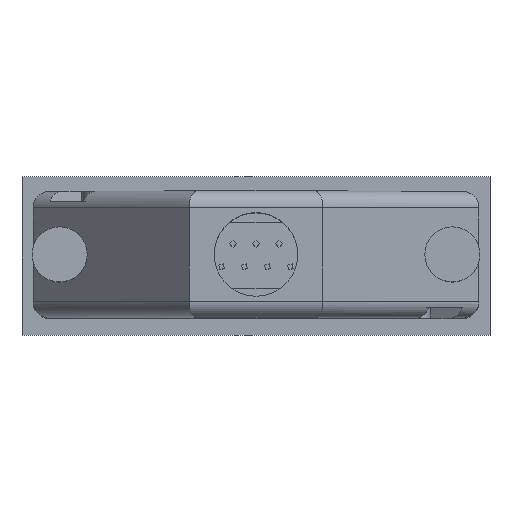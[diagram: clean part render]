
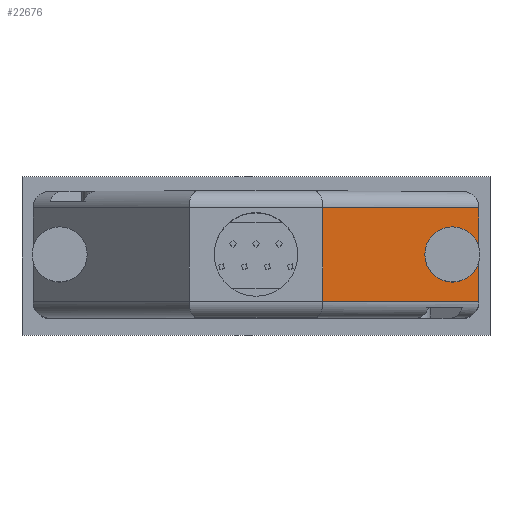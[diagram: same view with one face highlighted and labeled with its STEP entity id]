
A CAD part, top view. The second image highlights one B-rep face of the part: STEP entity #22676.
In plain terms, the highlighted face is planar.
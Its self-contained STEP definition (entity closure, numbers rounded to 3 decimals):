
#66 = LINE ( 'NONE', #19576, #12546 ) ;
#1638 = CARTESIAN_POINT ( 'NONE',  ( 22., 0., -7.507 ) ) ;
#2112 = CARTESIAN_POINT ( 'NONE',  ( 25., 0., -3.973 ) ) ;
#2888 = CARTESIAN_POINT ( 'NONE',  ( 26.675, 7.6, -2. ) ) ;
#3057 = CARTESIAN_POINT ( 'NONE',  ( 22., 0., -7.507 ) ) ;
#3113 =( BOUNDED_CURVE ( )  B_SPLINE_CURVE ( 3, ( #1638, #9312, #6919, #2112 ),
 .UNSPECIFIED., .F., .F. ) 
 B_SPLINE_CURVE_WITH_KNOTS ( ( 4, 4 ),
 ( 3.142, 6.283 ),
 .UNSPECIFIED. ) 
 CURVE ( )  GEOMETRIC_REPRESENTATION_ITEM ( )  RATIONAL_B_SPLINE_CURVE ( ( 1., 0.333, 0.333, 1. ) ) 
 REPRESENTATION_ITEM ( '' )  );
#3481 = FACE_BOUND ( 'NONE', #12342, .T. ) ;
#4721 = ORIENTED_EDGE ( 'NONE', *, *, #17295, .T. ) ;
#5620 = DIRECTION ( 'NONE',  ( 0., -1., 0. ) ) ;
#5706 = CARTESIAN_POINT ( 'NONE',  ( 8., -5.6, -24. ) ) ;
#6112 = AXIS2_PLACEMENT_3D ( 'NONE', #13234, #30055, #25566 ) ;
#6425 =( BOUNDED_CURVE ( )  B_SPLINE_CURVE ( 3, ( #12105, #31467, #23957, #6820 ),
 .UNSPECIFIED., .F., .T. ) 
 B_SPLINE_CURVE_WITH_KNOTS ( ( 4, 4 ),
 ( 0., 3.142 ),
 .UNSPECIFIED. ) 
 CURVE ( )  GEOMETRIC_REPRESENTATION_ITEM ( )  RATIONAL_B_SPLINE_CURVE ( ( 1., 0.333, 0.333, 1. ) ) 
 REPRESENTATION_ITEM ( '' )  );
#6820 = CARTESIAN_POINT ( 'NONE',  ( 22., 0., -7.507 ) ) ;
#6919 = CARTESIAN_POINT ( 'NONE',  ( 25., -3., -3.973 ) ) ;
#6996 = VECTOR ( 'NONE', #9664, 1000. ) ;
#7699 = ORIENTED_EDGE ( 'NONE', *, *, #25841, .F. ) ;
#7895 = VECTOR ( 'NONE', #22643, 1000. ) ;
#8547 = EDGE_CURVE ( 'NONE', #25317, #20833, #17040, .T. ) ;
#8829 = CARTESIAN_POINT ( 'NONE',  ( 26.675, 5.6, -2. ) ) ;
#9312 = CARTESIAN_POINT ( 'NONE',  ( 22., -3., -7.507 ) ) ;
#9664 = DIRECTION ( 'NONE',  ( -0.647, 0., -0.762 ) ) ;
#10680 = PLANE ( 'NONE',  #6112 ) ;
#10872 = VERTEX_POINT ( 'NONE', #19655 ) ;
#11900 = LINE ( 'NONE', #19728, #6996 ) ;
#12105 = CARTESIAN_POINT ( 'NONE',  ( 25., 0., -3.973 ) ) ;
#12342 = EDGE_LOOP ( 'NONE', ( #23605, #4721 ) ) ;
#12546 = VECTOR ( 'NONE', #27741, 1000. ) ;
#13234 = CARTESIAN_POINT ( 'NONE',  ( 8., 7.6, -24. ) ) ;
#13970 = FACE_OUTER_BOUND ( 'NONE', #18219, .T. ) ;
#15215 = LINE ( 'NONE', #2888, #30013 ) ;
#15641 = VERTEX_POINT ( 'NONE', #5706 ) ;
#16698 = ORIENTED_EDGE ( 'NONE', *, *, #20642, .T. ) ;
#16894 = ORIENTED_EDGE ( 'NONE', *, *, #8547, .T. ) ;
#17040 = LINE ( 'NONE', #19756, #7895 ) ;
#17295 = EDGE_CURVE ( 'NONE', #19411, #10872, #3113, .T. ) ;
#17376 = CARTESIAN_POINT ( 'NONE',  ( 8., 5.6, -24. ) ) ;
#18219 = EDGE_LOOP ( 'NONE', ( #16894, #28912, #16698, #7699 ) ) ;
#19405 = EDGE_CURVE ( 'NONE', #20833, #31180, #15215, .T. ) ;
#19411 = VERTEX_POINT ( 'NONE', #3057 ) ;
#19576 = CARTESIAN_POINT ( 'NONE',  ( 8., 7.6, -24. ) ) ;
#19655 = CARTESIAN_POINT ( 'NONE',  ( 25., 0., -3.973 ) ) ;
#19728 = CARTESIAN_POINT ( 'NONE',  ( 8., -5.6, -24. ) ) ;
#19756 = CARTESIAN_POINT ( 'NONE',  ( 8., 5.6, -24. ) ) ;
#20642 = EDGE_CURVE ( 'NONE', #31180, #15641, #11900, .T. ) ;
#20833 = VERTEX_POINT ( 'NONE', #8829 ) ;
#22643 = DIRECTION ( 'NONE',  ( 0.647, 0., 0.762 ) ) ;
#22676 = ADVANCED_FACE ( 'NONE', ( #3481, #13970 ), #10680, .F. ) ;
#22878 = CARTESIAN_POINT ( 'NONE',  ( 26.675, -5.6, -2. ) ) ;
#23605 = ORIENTED_EDGE ( 'NONE', *, *, #25190, .T. ) ;
#23957 = CARTESIAN_POINT ( 'NONE',  ( 22., 3., -7.507 ) ) ;
#25190 = EDGE_CURVE ( 'NONE', #10872, #19411, #6425, .T. ) ;
#25317 = VERTEX_POINT ( 'NONE', #17376 ) ;
#25566 = DIRECTION ( 'NONE',  ( 0.647, 0., 0.762 ) ) ;
#25841 = EDGE_CURVE ( 'NONE', #25317, #15641, #66, .T. ) ;
#27741 = DIRECTION ( 'NONE',  ( 0., -1., 0. ) ) ;
#28912 = ORIENTED_EDGE ( 'NONE', *, *, #19405, .T. ) ;
#30013 = VECTOR ( 'NONE', #5620, 1000. ) ;
#30055 = DIRECTION ( 'NONE',  ( -0.762, 0., 0.647 ) ) ;
#31180 = VERTEX_POINT ( 'NONE', #22878 ) ;
#31467 = CARTESIAN_POINT ( 'NONE',  ( 25., 3., -3.973 ) ) ;
